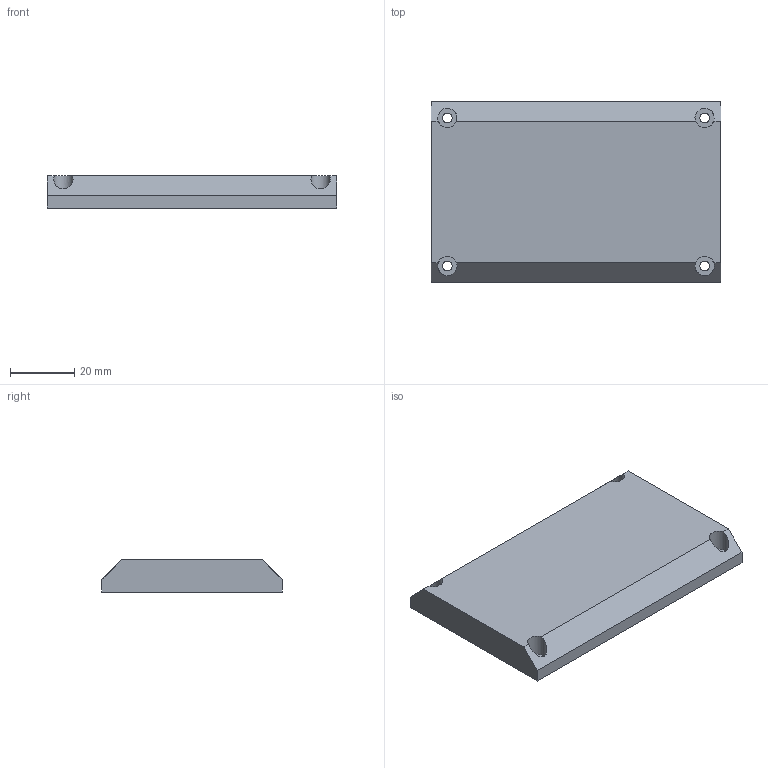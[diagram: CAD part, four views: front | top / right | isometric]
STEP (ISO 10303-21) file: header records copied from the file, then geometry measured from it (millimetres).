
FILE_DESCRIPTION(('FreeCAD Model'),'2;1');
FILE_NAME('Open CASCADE Shape Model','2024-07-01T11:56:59',('Author'),( ''),'Open CASCADE STEP processor 7.6','FreeCAD','Unknown');
FILE_SCHEMA(('AUTOMOTIVE_DESIGN { 1 0 10303 214 1 1 1 1 }'));
Length unit declared in the file: millimetre
Products named in the file (1): Top
Bounding box: 90 x 56 x 10 mm (x, y, z)
Volume: 13122.9 mm3; surface area: 14730.7 mm2
Topology: 1 solids, 1 shells, 53 faces, 158 edges, 112 vertices
Faces by surface type: plane 37, cylinder 16
Full cylindrical faces by diameter (mm): 3 x4, 6 x8
Entity records: 1882 total; most frequent: DIRECTION 338, CARTESIAN_POINT 324, ORIENTED_EDGE 316, EDGE_CURVE 158, AXIS2_PLACEMENT_3D 126, VERTEX_POINT 112, LINE 86, VECTOR 86
